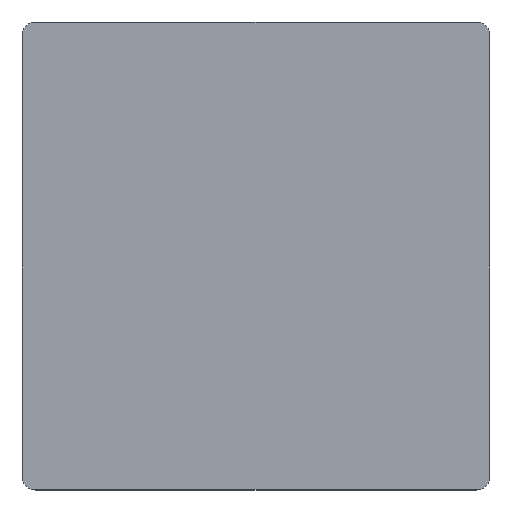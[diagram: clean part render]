
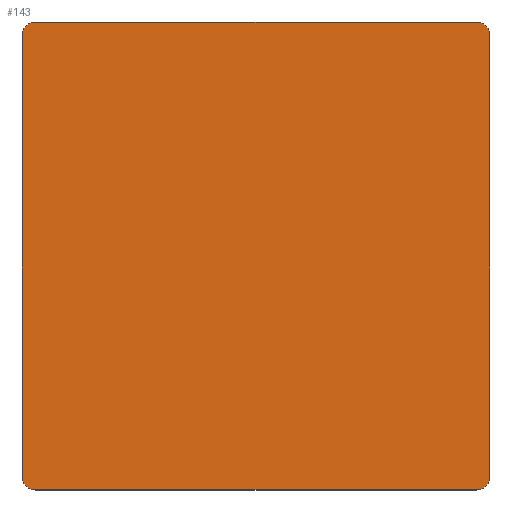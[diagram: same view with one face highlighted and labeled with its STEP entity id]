
A CAD part, top view. The second image highlights one B-rep face of the part: STEP entity #143.
In plain terms, the highlighted planar face has unit normal (0, 0, 1).
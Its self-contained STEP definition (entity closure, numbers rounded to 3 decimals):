
#5 = DIRECTION ( 'NONE',  ( 0., 1., 0. ) ) ;
#7 = EDGE_CURVE ( 'NONE', #106, #192, #170, .T. ) ;
#9 = ORIENTED_EDGE ( 'NONE', *, *, #178, .T. ) ;
#10 = DIRECTION ( 'NONE',  ( 0., -1., 0. ) ) ;
#13 = ORIENTED_EDGE ( 'NONE', *, *, #207, .T. ) ;
#17 = VERTEX_POINT ( 'NONE', #107 ) ;
#27 = CARTESIAN_POINT ( 'NONE',  ( 4., 16.75, 0. ) ) ;
#31 = EDGE_CURVE ( 'NONE', #65, #17, #51, .T. ) ;
#37 = AXIS2_PLACEMENT_3D ( 'NONE', #203, #228, #176 ) ;
#38 = CARTESIAN_POINT ( 'NONE',  ( -4., 8.75, 0. ) ) ;
#51 = CIRCLE ( 'NONE', #37, 0.25 ) ;
#56 = CARTESIAN_POINT ( 'NONE',  ( 0., 12.75, 0. ) ) ;
#63 = AXIS2_PLACEMENT_3D ( 'NONE', #56, #287, #295 ) ;
#64 = DIRECTION ( 'NONE',  ( -1., 0., 0. ) ) ;
#65 = VERTEX_POINT ( 'NONE', #206 ) ;
#66 = CARTESIAN_POINT ( 'NONE',  ( 4.25, 8.75, 0. ) ) ;
#69 = CARTESIAN_POINT ( 'NONE',  ( 4., 8.5, 0. ) ) ;
#80 = DIRECTION ( 'NONE',  ( 0., 0., 1. ) ) ;
#82 = CIRCLE ( 'NONE', #290, 0.25 ) ;
#92 = CARTESIAN_POINT ( 'NONE',  ( 4., 8.75, 0. ) ) ;
#106 = VERTEX_POINT ( 'NONE', #313 ) ;
#107 = CARTESIAN_POINT ( 'NONE',  ( -4.25, 16.75, 0. ) ) ;
#115 = ORIENTED_EDGE ( 'NONE', *, *, #184, .T. ) ;
#121 = CARTESIAN_POINT ( 'NONE',  ( 4.25, 12.75, 0. ) ) ;
#123 = CARTESIAN_POINT ( 'NONE',  ( 0., 17., 0. ) ) ;
#127 = AXIS2_PLACEMENT_3D ( 'NONE', #38, #267, #211 ) ;
#128 = CARTESIAN_POINT ( 'NONE',  ( 0., 8.5, 0. ) ) ;
#139 = DIRECTION ( 'NONE',  ( -1., 0., 0. ) ) ;
#143 = ADVANCED_FACE ( 'NONE', ( #205 ), #314, .T. ) ;
#149 = VECTOR ( 'NONE', #297, 1000. ) ;
#154 = DIRECTION ( 'NONE',  ( 0., 0., 1. ) ) ;
#158 = ORIENTED_EDGE ( 'NONE', *, *, #31, .T. ) ;
#160 = ORIENTED_EDGE ( 'NONE', *, *, #286, .T. ) ;
#170 = CIRCLE ( 'NONE', #213, 0.25 ) ;
#176 = DIRECTION ( 'NONE',  ( -1., 0., 0. ) ) ;
#178 = EDGE_CURVE ( 'NONE', #17, #360, #208, .T. ) ;
#184 = EDGE_CURVE ( 'NONE', #192, #65, #288, .T. ) ;
#187 = LINE ( 'NONE', #121, #212 ) ;
#192 = VERTEX_POINT ( 'NONE', #353 ) ;
#195 = CARTESIAN_POINT ( 'NONE',  ( -4.25, 8.75, 0. ) ) ;
#200 = CIRCLE ( 'NONE', #127, 0.25 ) ;
#203 = CARTESIAN_POINT ( 'NONE',  ( -4., 16.75, 0. ) ) ;
#205 = FACE_OUTER_BOUND ( 'NONE', #328, .T. ) ;
#206 = CARTESIAN_POINT ( 'NONE',  ( -4., 17., 0. ) ) ;
#207 = EDGE_CURVE ( 'NONE', #300, #106, #187, .T. ) ;
#208 = LINE ( 'NONE', #292, #244 ) ;
#211 = DIRECTION ( 'NONE',  ( -1., 0., 0. ) ) ;
#212 = VECTOR ( 'NONE', #5, 1000. ) ;
#213 = AXIS2_PLACEMENT_3D ( 'NONE', #27, #80, #139 ) ;
#228 = DIRECTION ( 'NONE',  ( 0., 0., 1. ) ) ;
#235 = EDGE_CURVE ( 'NONE', #332, #296, #239, .T. ) ;
#238 = DIRECTION ( 'NONE',  ( -1., 0., 0. ) ) ;
#239 = LINE ( 'NONE', #128, #149 ) ;
#240 = ORIENTED_EDGE ( 'NONE', *, *, #235, .T. ) ;
#244 = VECTOR ( 'NONE', #10, 1000. ) ;
#247 = CARTESIAN_POINT ( 'NONE',  ( -4., 8.5, 0. ) ) ;
#267 = DIRECTION ( 'NONE',  ( 0., 0., 1. ) ) ;
#273 = EDGE_CURVE ( 'NONE', #296, #300, #82, .T. ) ;
#279 = ORIENTED_EDGE ( 'NONE', *, *, #273, .T. ) ;
#286 = EDGE_CURVE ( 'NONE', #360, #332, #200, .T. ) ;
#287 = DIRECTION ( 'NONE',  ( 0., 0., 1. ) ) ;
#288 = LINE ( 'NONE', #123, #347 ) ;
#290 = AXIS2_PLACEMENT_3D ( 'NONE', #92, #154, #64 ) ;
#292 = CARTESIAN_POINT ( 'NONE',  ( -4.25, 12.75, 0. ) ) ;
#295 = DIRECTION ( 'NONE',  ( 1., 0., 0. ) ) ;
#296 = VERTEX_POINT ( 'NONE', #69 ) ;
#297 = DIRECTION ( 'NONE',  ( 1., 0., 0. ) ) ;
#300 = VERTEX_POINT ( 'NONE', #66 ) ;
#313 = CARTESIAN_POINT ( 'NONE',  ( 4.25, 16.75, 0. ) ) ;
#314 = PLANE ( 'NONE',  #63 ) ;
#328 = EDGE_LOOP ( 'NONE', ( #158, #9, #160, #240, #279, #13, #366, #115 ) ) ;
#332 = VERTEX_POINT ( 'NONE', #247 ) ;
#347 = VECTOR ( 'NONE', #238, 1000. ) ;
#353 = CARTESIAN_POINT ( 'NONE',  ( 4., 17., 0. ) ) ;
#360 = VERTEX_POINT ( 'NONE', #195 ) ;
#366 = ORIENTED_EDGE ( 'NONE', *, *, #7, .T. ) ;
